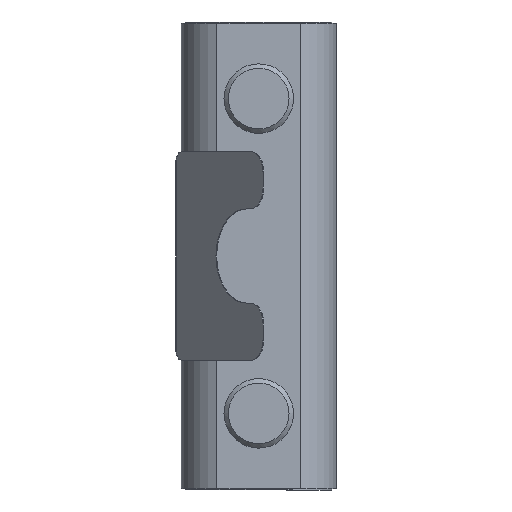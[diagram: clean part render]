
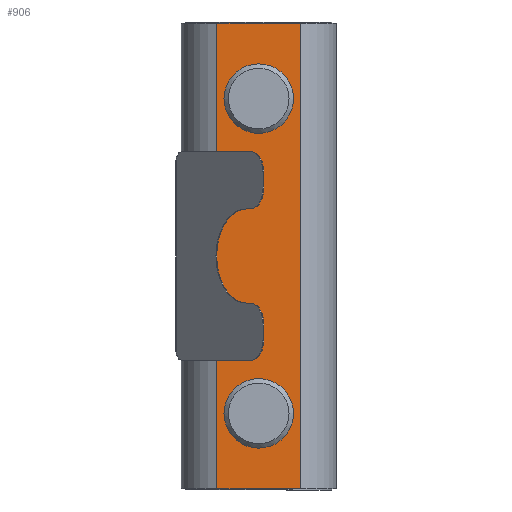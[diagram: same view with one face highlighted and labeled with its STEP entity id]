
A CAD part, front view. The second image highlights one B-rep face of the part: STEP entity #906.
In plain terms, the highlighted planar face has unit normal (0, -1, 0).
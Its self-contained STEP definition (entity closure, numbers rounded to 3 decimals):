
#59=FACE_BOUND('',#164,.T.);
#60=FACE_BOUND('',#165,.T.);
#75=PLANE('',#1070);
#110=FACE_OUTER_BOUND('',#163,.T.);
#163=EDGE_LOOP('',(#659,#660,#661,#662));
#164=EDGE_LOOP('',(#663));
#165=EDGE_LOOP('',(#664));
#228=LINE('',#1463,#306);
#236=LINE('',#1482,#314);
#237=LINE('',#1485,#315);
#238=LINE('',#1486,#316);
#306=VECTOR('',#1183,10.);
#314=VECTOR('',#1201,10.);
#315=VECTOR('',#1204,10.);
#316=VECTOR('',#1205,10.);
#381=CIRCLE('',#1058,3.324);
#384=CIRCLE('',#1062,3.324);
#419=VERTEX_POINT('',#1441);
#422=VERTEX_POINT('',#1449);
#427=VERTEX_POINT('',#1460);
#428=VERTEX_POINT('',#1462);
#434=VERTEX_POINT('',#1480);
#435=VERTEX_POINT('',#1484);
#506=EDGE_CURVE('',#419,#419,#381,.T.);
#510=EDGE_CURVE('',#422,#422,#384,.T.);
#515=EDGE_CURVE('',#427,#428,#228,.T.);
#525=EDGE_CURVE('',#434,#427,#236,.T.);
#526=EDGE_CURVE('',#435,#434,#237,.T.);
#527=EDGE_CURVE('',#435,#428,#238,.T.);
#659=ORIENTED_EDGE('',*,*,#525,.F.);
#660=ORIENTED_EDGE('',*,*,#526,.F.);
#661=ORIENTED_EDGE('',*,*,#527,.T.);
#662=ORIENTED_EDGE('',*,*,#515,.F.);
#663=ORIENTED_EDGE('',*,*,#506,.T.);
#664=ORIENTED_EDGE('',*,*,#510,.T.);
#906=ADVANCED_FACE('',(#110,#59,#60),#75,.T.);
#1058=AXIS2_PLACEMENT_3D('',#1443,#1165,#1166);
#1062=AXIS2_PLACEMENT_3D('',#1451,#1174,#1175);
#1070=AXIS2_PLACEMENT_3D('',#1483,#1202,#1203);
#1165=DIRECTION('center_axis',(0.,1.,0.));
#1166=DIRECTION('ref_axis',(-1.,0.,0.));
#1174=DIRECTION('center_axis',(0.,1.,0.));
#1175=DIRECTION('ref_axis',(-1.,0.,0.));
#1183=DIRECTION('',(-1.,0.,0.));
#1201=DIRECTION('',(0.,0.,-1.));
#1202=DIRECTION('center_axis',(0.,-1.,0.));
#1203=DIRECTION('ref_axis',(1.,0.,0.));
#1204=DIRECTION('',(1.,0.,0.));
#1205=DIRECTION('',(0.,0.,-1.));
#1441=CARTESIAN_POINT('',(3.324,-6.,15.05));
#1443=CARTESIAN_POINT('Origin',(0.,-6.,15.05));
#1449=CARTESIAN_POINT('',(3.324,-6.,-15.05));
#1451=CARTESIAN_POINT('Origin',(0.,-6.,-15.05));
#1460=CARTESIAN_POINT('',(4.,-6.,-22.25));
#1462=CARTESIAN_POINT('',(-4.,-6.,-22.25));
#1463=CARTESIAN_POINT('',(4.,-6.,-22.25));
#1480=CARTESIAN_POINT('',(4.,-6.,22.25));
#1482=CARTESIAN_POINT('',(4.,-6.,0.));
#1483=CARTESIAN_POINT('Origin',(-4.,-6.,0.));
#1484=CARTESIAN_POINT('',(-4.,-6.,22.25));
#1485=CARTESIAN_POINT('',(4.,-6.,22.25));
#1486=CARTESIAN_POINT('',(-4.,-6.,0.));
